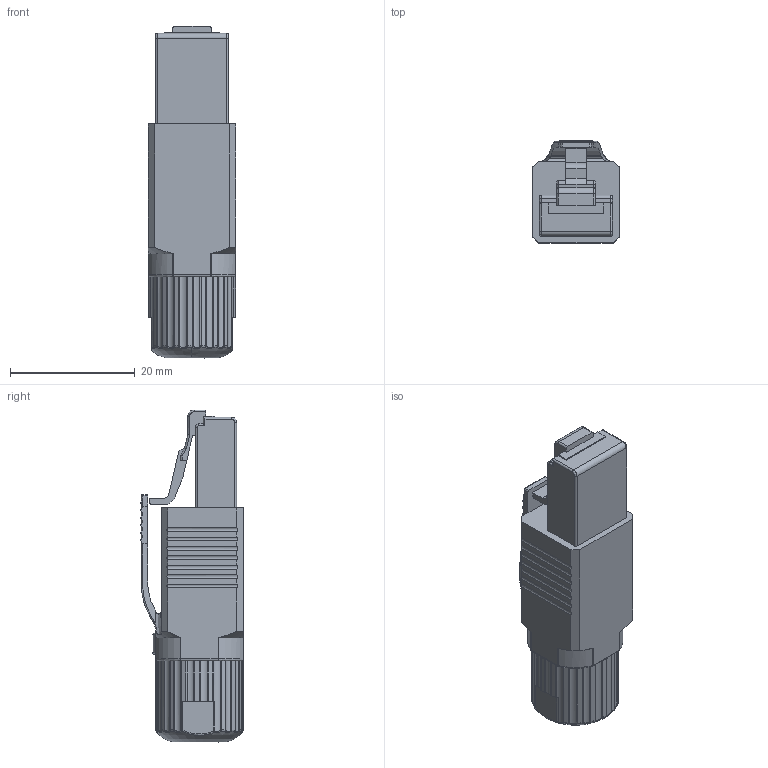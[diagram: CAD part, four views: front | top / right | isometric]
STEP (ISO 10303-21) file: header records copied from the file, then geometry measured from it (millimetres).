
FILE_DESCRIPTION (( 'STEP AP214' ), '1' );
FILE_NAME ('TSPFTC6AS-POE_3D.STEP', '2022-05-16T18:41:35', ( '' ), ( '' ), 'SwSTEP 2.0', 'SolidWorks 2021', '' );
FILE_SCHEMA (( 'AUTOMOTIVE_DESIGN' ));
Length unit declared in the file: inch
Products named in the file (1): TSPFTC6AS-POE_3D
Bounding box: 14 x 16.38 x 53.17 mm (x, y, z)
Volume: 7643.3 mm3; surface area: 3161.9 mm2
Topology: 1 solids, 1 shells, 479 faces, 1309 edges, 749 vertices
Faces by surface type: cylinder 194, bspline 165, plane 110, torus 6, cone 4
Entity records: 18883 total; most frequent: CARTESIAN_POINT 9142, ORIENTED_EDGE 2444, DIRECTION 1441, EDGE_CURVE 1222, VERTEX_POINT 749, B_SPLINE_CURVE_WITH_KNOTS 511, AXIS2_PLACEMENT_3D 498, EDGE_LOOP 483
